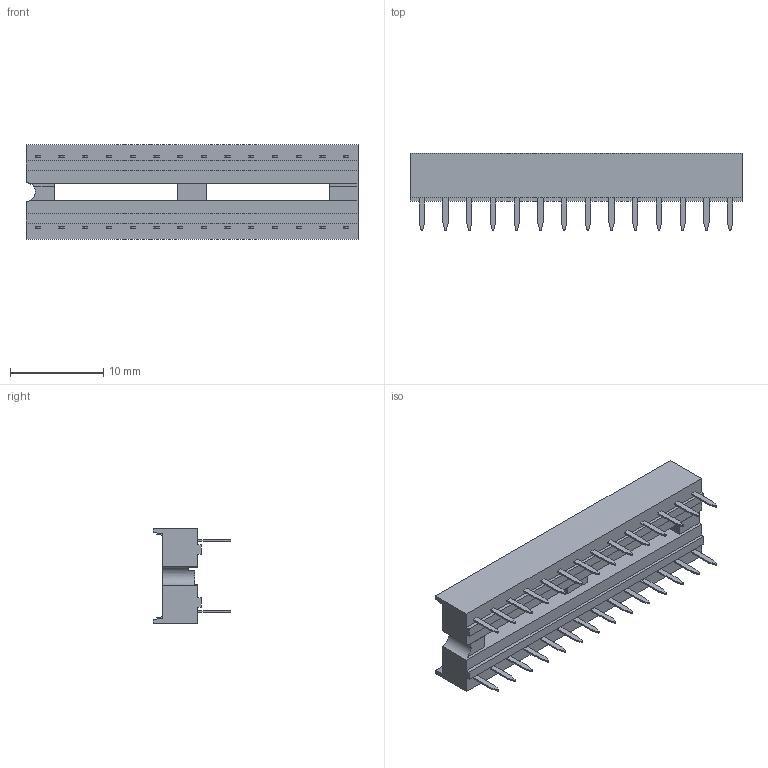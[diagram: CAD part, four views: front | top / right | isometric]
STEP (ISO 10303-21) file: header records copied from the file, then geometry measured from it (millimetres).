
FILE_DESCRIPTION(('STEP AP242'),'1');
FILE_NAME('a_28-lc_7-t.stp','2020-11-18T20:41:47',('TraceParts'),('TraceParts S.A.'),'Spatial InterOp 3D',' ',' ');
FILE_SCHEMA(('AP242_MANAGED_MODEL_BASED_3D_ENGINEERING_MIM_LF {1 0 10303 442 1 1 4}'));
Length unit declared in the file: millimetre
Products named in the file (1): a_28-lc_7-t
Bounding box: 35.56 x 8.25 x 10.16 mm (x, y, z)
Volume: 1174 mm3; surface area: 1954.9 mm2
Topology: 1 solids, 29 shells, 902 faces, 2398 edges, 1580 vertices
Faces by surface type: plane 789, cylinder 113
Entity records: 54637 total; most frequent: CARTESIAN_POINT 4881, STYLED_ITEM 4880, PRESENTATION_STYLE_ASSIGNMENT 4880, COLOUR_RGB 4880, ORIENTED_EDGE 4796, DIRECTION 4433, EDGE_CURVE 2398, CURVE_STYLE 2398
